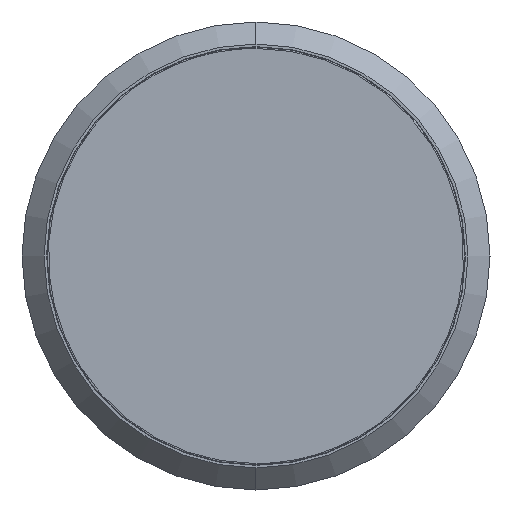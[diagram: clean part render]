
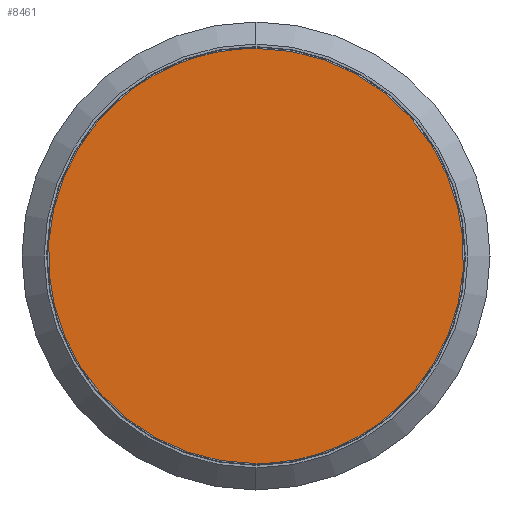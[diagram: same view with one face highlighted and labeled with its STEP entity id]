
A CAD part, left-side view. The second image highlights one B-rep face of the part: STEP entity #8461.
In plain terms, the highlighted planar face has unit normal (-1, 0, 0).
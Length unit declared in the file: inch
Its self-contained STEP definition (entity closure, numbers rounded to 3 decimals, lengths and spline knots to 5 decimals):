
#156 = AXIS2_PLACEMENT_3D ( 'NONE', #10315, #16587, #16709 ) ;
#2448 = EDGE_LOOP ( 'NONE', ( #34882, #18127 ) ) ;
#2917 = CARTESIAN_POINT ( 'NONE',  ( -0.1811, 0.62874, -0.31437 ) ) ;
#3275 = CARTESIAN_POINT ( 'NONE',  ( -0.1811, 0., -0.31437 ) ) ;
#4918 = EDGE_CURVE ( 'NONE', #28653, #20832, #34425, .T. ) ;
#5527 = CARTESIAN_POINT ( 'NONE',  ( -0.1811, 0., 0.31437 ) ) ;
#5749 = CARTESIAN_POINT ( 'NONE',  ( -0.1811, 0., -0.31437 ) ) ;
#8461 = ADVANCED_FACE ( 'NONE', ( #36769 ), #22101, .F. ) ;
#8739 = CARTESIAN_POINT ( 'NONE',  ( -0.1811, 0., 0.31437 ) ) ;
#9251 = CARTESIAN_POINT ( 'NONE',  ( -0.1811, 0.62874, 0.31437 ) ) ;
#9433 = EDGE_CURVE ( 'NONE', #20832, #28653, #20394, .T. ) ;
#10315 = CARTESIAN_POINT ( 'NONE',  ( -0.1811, 0., 0. ) ) ;
#12690 = CARTESIAN_POINT ( 'NONE',  ( -0.1811, -0.62874, -0.31437 ) ) ;
#16496 = CARTESIAN_POINT ( 'NONE',  ( -0.1811, 0., -0.31437 ) ) ;
#16587 = DIRECTION ( 'NONE',  ( 1., 0., 0. ) ) ;
#16709 = DIRECTION ( 'NONE',  ( 0., 0., -1. ) ) ;
#18127 = ORIENTED_EDGE ( 'NONE', *, *, #9433, .F. ) ;
#18410 = CARTESIAN_POINT ( 'NONE',  ( -0.1811, 0., 0.31437 ) ) ;
#20394 =( BOUNDED_CURVE ( )  B_SPLINE_CURVE ( 3, ( #18410, #30317, #12690, #16496 ),
 .UNSPECIFIED., .F., .F. ) 
 B_SPLINE_CURVE_WITH_KNOTS ( ( 4, 4 ),
 ( 0., 1. ),
 .UNSPECIFIED. ) 
 CURVE ( )  GEOMETRIC_REPRESENTATION_ITEM ( )  RATIONAL_B_SPLINE_CURVE ( ( 1., 0.333, 0.333, 1. ) ) 
 REPRESENTATION_ITEM ( '' )  );
#20832 = VERTEX_POINT ( 'NONE', #5527 ) ;
#22101 = PLANE ( 'NONE',  #156 ) ;
#28653 = VERTEX_POINT ( 'NONE', #3275 ) ;
#30317 = CARTESIAN_POINT ( 'NONE',  ( -0.1811, -0.62874, 0.31437 ) ) ;
#34425 =( BOUNDED_CURVE ( )  B_SPLINE_CURVE ( 3, ( #5749, #2917, #9251, #8739 ),
 .UNSPECIFIED., .F., .F. ) 
 B_SPLINE_CURVE_WITH_KNOTS ( ( 4, 4 ),
 ( 0., 1. ),
 .UNSPECIFIED. ) 
 CURVE ( )  GEOMETRIC_REPRESENTATION_ITEM ( )  RATIONAL_B_SPLINE_CURVE ( ( 1., 0.333, 0.333, 1. ) ) 
 REPRESENTATION_ITEM ( '' )  );
#34882 = ORIENTED_EDGE ( 'NONE', *, *, #4918, .F. ) ;
#36769 = FACE_OUTER_BOUND ( 'NONE', #2448, .T. ) ;
